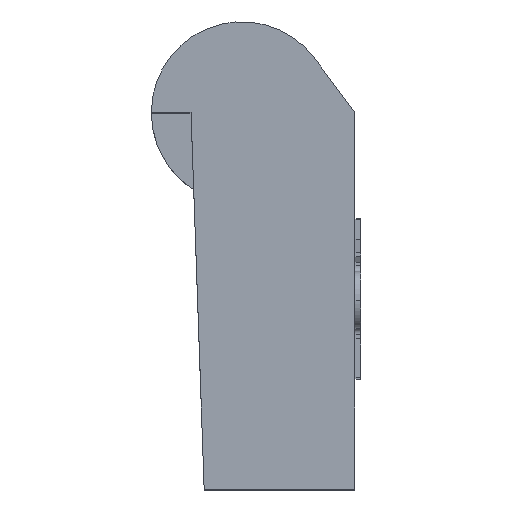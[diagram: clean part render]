
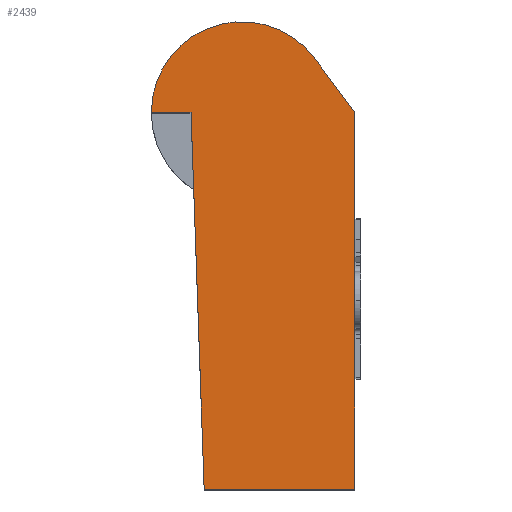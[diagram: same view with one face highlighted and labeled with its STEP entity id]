
A CAD part, top view. The second image highlights one B-rep face of the part: STEP entity #2439.
In plain terms, the highlighted planar face has unit normal (0, 0, 1).
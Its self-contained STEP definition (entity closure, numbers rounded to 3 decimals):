
#325 = EDGE_CURVE ( 'NONE', #449, #709, #485, .T. ) ;
#330 = ORIENTED_EDGE ( 'NONE', *, *, #3353, .T. ) ;
#406 = DIRECTION ( 'NONE',  ( 0., 0., -1. ) ) ;
#449 = VERTEX_POINT ( 'NONE', #1534 ) ;
#485 = LINE ( 'NONE', #1669, #1586 ) ;
#518 = DIRECTION ( 'NONE',  ( 1., 0., 0. ) ) ;
#575 = CARTESIAN_POINT ( 'NONE',  ( 2.4, 0., 0. ) ) ;
#585 = CARTESIAN_POINT ( 'NONE',  ( 4.32, 1.44, 0. ) ) ;
#671 = ORIENTED_EDGE ( 'NONE', *, *, #3596, .T. ) ;
#698 = CARTESIAN_POINT ( 'NONE',  ( 2.4, 0., 0. ) ) ;
#709 = VERTEX_POINT ( 'NONE', #585 ) ;
#844 = CARTESIAN_POINT ( 'NONE',  ( 5.4, 0., 0. ) ) ;
#910 = VECTOR ( 'NONE', #2209, 1000. ) ;
#916 = LINE ( 'NONE', #3816, #1022 ) ;
#953 = CARTESIAN_POINT ( 'NONE',  ( 1.4, -10., 0. ) ) ;
#990 = PLANE ( 'NONE',  #1859 ) ;
#1022 = VECTOR ( 'NONE', #3557, 1000. ) ;
#1134 = LINE ( 'NONE', #844, #3480 ) ;
#1182 = EDGE_CURVE ( 'NONE', #3670, #3078, #2138, .T. ) ;
#1186 = DIRECTION ( 'NONE',  ( 1., 0., 0. ) ) ;
#1297 = EDGE_LOOP ( 'NONE', ( #330, #2183, #3274, #671, #1713, #3061 ) ) ;
#1378 = DIRECTION ( 'NONE',  ( -0.6, 0.8, 0. ) ) ;
#1534 = CARTESIAN_POINT ( 'NONE',  ( 5.4, 0., 0. ) ) ;
#1574 = CARTESIAN_POINT ( 'NONE',  ( 5.4, -10., 0. ) ) ;
#1586 = VECTOR ( 'NONE', #1378, 1000. ) ;
#1629 = VERTEX_POINT ( 'NONE', #1574 ) ;
#1669 = CARTESIAN_POINT ( 'NONE',  ( 4.32, 1.44, 0. ) ) ;
#1713 = ORIENTED_EDGE ( 'NONE', *, *, #1784, .T. ) ;
#1784 = EDGE_CURVE ( 'NONE', #2962, #3078, #916, .T. ) ;
#1859 = AXIS2_PLACEMENT_3D ( 'NONE', #698, #406, #3346 ) ;
#2138 = LINE ( 'NONE', #3365, #910 ) ;
#2183 = ORIENTED_EDGE ( 'NONE', *, *, #2924, .T. ) ;
#2209 = DIRECTION ( 'NONE',  ( -0.035, 0.999, 0. ) ) ;
#2340 = DIRECTION ( 'NONE',  ( 0., 0., 1. ) ) ;
#2439 = ADVANCED_FACE ( 'NONE', ( #2730 ), #990, .F. ) ;
#2617 = LINE ( 'NONE', #3820, #3859 ) ;
#2730 = FACE_OUTER_BOUND ( 'NONE', #1297, .T. ) ;
#2924 = EDGE_CURVE ( 'NONE', #1629, #449, #1134, .T. ) ;
#2962 = VERTEX_POINT ( 'NONE', #3454 ) ;
#3036 = AXIS2_PLACEMENT_3D ( 'NONE', #575, #2340, #518 ) ;
#3061 = ORIENTED_EDGE ( 'NONE', *, *, #1182, .F. ) ;
#3078 = VERTEX_POINT ( 'NONE', #3869 ) ;
#3119 = DIRECTION ( 'NONE',  ( 0., 1., 0. ) ) ;
#3274 = ORIENTED_EDGE ( 'NONE', *, *, #325, .T. ) ;
#3346 = DIRECTION ( 'NONE',  ( 1., 0., 0. ) ) ;
#3353 = EDGE_CURVE ( 'NONE', #3670, #1629, #2617, .T. ) ;
#3365 = CARTESIAN_POINT ( 'NONE',  ( 1.4, -10., 0. ) ) ;
#3454 = CARTESIAN_POINT ( 'NONE',  ( 0., 0., 0. ) ) ;
#3480 = VECTOR ( 'NONE', #3119, 1000. ) ;
#3557 = DIRECTION ( 'NONE',  ( 1., 0., 0. ) ) ;
#3596 = EDGE_CURVE ( 'NONE', #709, #2962, #3791, .T. ) ;
#3670 = VERTEX_POINT ( 'NONE', #953 ) ;
#3791 = CIRCLE ( 'NONE', #3036, 2.4 ) ;
#3816 = CARTESIAN_POINT ( 'NONE',  ( 0., 0., 0. ) ) ;
#3820 = CARTESIAN_POINT ( 'NONE',  ( 4.32, -10., 0. ) ) ;
#3859 = VECTOR ( 'NONE', #1186, 1000. ) ;
#3869 = CARTESIAN_POINT ( 'NONE',  ( 1.051, 0., 0. ) ) ;
